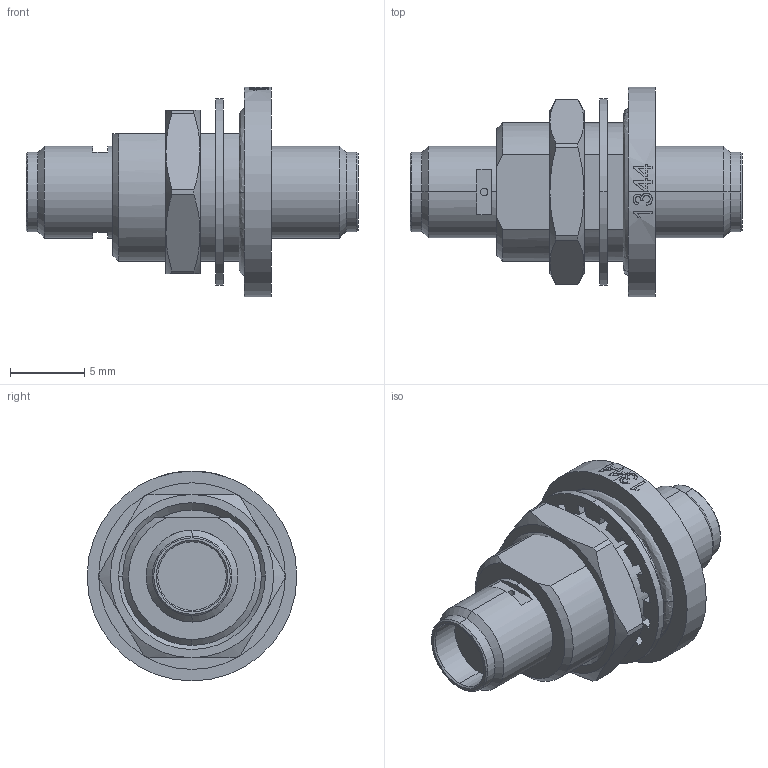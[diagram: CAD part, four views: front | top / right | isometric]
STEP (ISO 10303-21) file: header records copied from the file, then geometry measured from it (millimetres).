
FILE_DESCRIPTION (( 'STEP AP214' ), '1' );
FILE_NAME ('PE1344_3D.STEP', '2022-12-12T18:14:05', ( '' ), ( '' ), 'SwSTEP 2.0', 'SolidWorks 2022', '' );
FILE_SCHEMA (( 'AUTOMOTIVE_DESIGN' ));
Length unit declared in the file: inch
Products named in the file (5): Copy of ADS-K8K8-BF-GBVH^PE1344; Copy of F8305-2_1^PE1344; Copy of ADS-K8K8-BF-GV-8_1^PE1344; Copy of PTS-A3A8-18-11_1^PE1344; PE1344_3D
Assembly tree (4 placements, depth 2):
  PE1344_3D
    Copy of ADS-K8K8-BF-GBVH^PE1344
    Copy of ADS-K8K8-BF-GV-8_1^PE1344
    Copy of F8305-2_1^PE1344
    Copy of PTS-A3A8-18-11_1^PE1344
Bounding box: 22.38 x 14.14 x 14.15 mm (x, y, z)
Volume: 1250.9 mm3; surface area: 1410.3 mm2
Topology: 4 solids, 4 shells, 214 faces, 552 edges, 357 vertices
Faces by surface type: plane 88, cylinder 69, bspline 39, cone 18
Entity records: 8046 total; most frequent: CARTESIAN_POINT 2741, ORIENTED_EDGE 1104, DIRECTION 1017, EDGE_CURVE 552, AXIS2_PLACEMENT_3D 384, VERTEX_POINT 357, VECTOR 249, LINE 249
